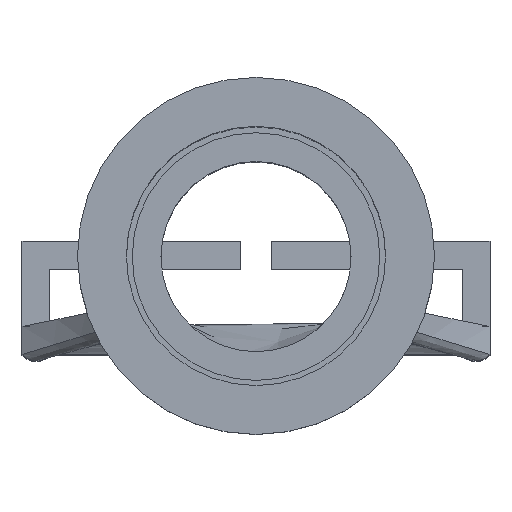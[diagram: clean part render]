
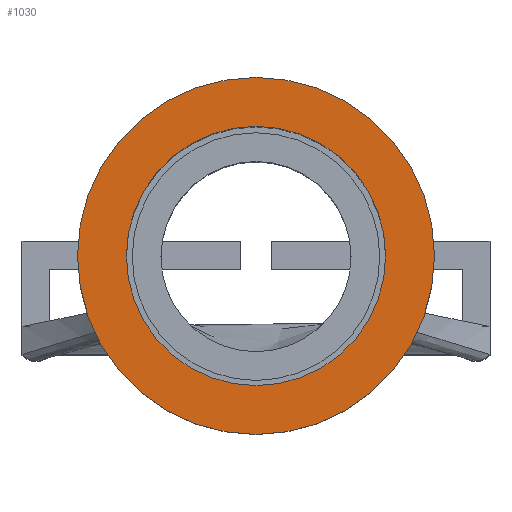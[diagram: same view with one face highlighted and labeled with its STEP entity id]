
A CAD part, top view. The second image highlights one B-rep face of the part: STEP entity #1030.
In plain terms, the highlighted planar face has unit normal (0, 0, 1).
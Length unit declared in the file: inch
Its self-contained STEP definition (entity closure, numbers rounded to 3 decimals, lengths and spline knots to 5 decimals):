
#244=PLANE($,#1104);
#296=FACE_BOUND($,#377,.T.);
#297=FACE_BOUND($,#378,.T.);
#377=EDGE_LOOP($,(#736));
#378=EDGE_LOOP($,(#737));
#436=CIRCLE($,#1094,0.0835);
#439=CIRCLE($,#1099,0.115);
#469=VERTEX_POINT($,#1443);
#472=VERTEX_POINT($,#1451);
#572=EDGE_CURVE($,#469,#469,#436,.T.);
#575=EDGE_CURVE($,#472,#472,#439,.T.);
#736=ORIENTED_EDGE($,*,*,#572,.F.);
#737=ORIENTED_EDGE($,*,*,#575,.F.);
#1030=ADVANCED_FACE($,(#296,#297),#244,.T.);
#1094=AXIS2_PLACEMENT_3D($,#1444,#1187,#1188);
#1099=AXIS2_PLACEMENT_3D($,#1452,#1197,#1198);
#1104=AXIS2_PLACEMENT_3D($,#1459,#1207,#1208);
#1187=DIRECTION('center_axis',(0.,0.,1.));
#1188=DIRECTION('ref_axis',(-1.,0.,0.));
#1197=DIRECTION('center_axis',(0.,0.,-1.));
#1198=DIRECTION('ref_axis',(-1.,0.,0.));
#1207=DIRECTION('center_axis',(0.,0.,1.));
#1208=DIRECTION('ref_axis',(1.,0.,0.));
#1443=CARTESIAN_POINT('',(0.0835,0.,0.4505));
#1444=CARTESIAN_POINT('Origin',(0.,0.,0.4505));
#1451=CARTESIAN_POINT('',(0.115,0.,0.4505));
#1452=CARTESIAN_POINT('Origin',(0.,0.,0.4505));
#1459=CARTESIAN_POINT('Origin',(0.,0.,
0.4505));
